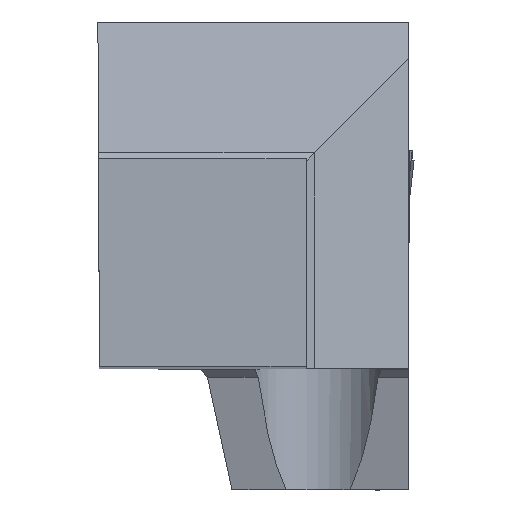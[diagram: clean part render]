
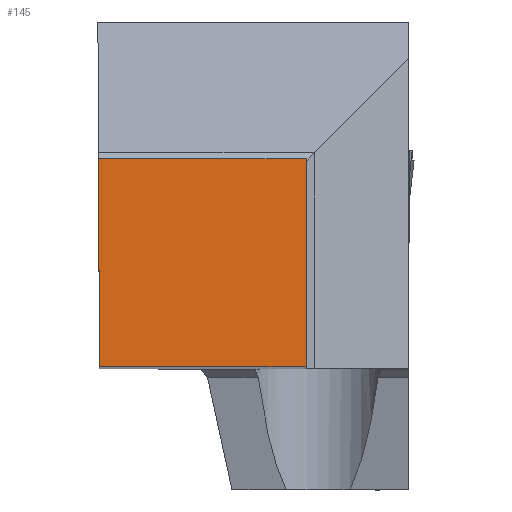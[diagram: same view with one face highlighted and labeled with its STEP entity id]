
A CAD part, top view. The second image highlights one B-rep face of the part: STEP entity #145.
In plain terms, the highlighted planar face has unit normal (0, 0, 1).
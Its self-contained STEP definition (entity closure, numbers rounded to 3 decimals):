
#145=ADVANCED_FACE('BLANK_BOXF006',(#248),#194,.F.);
#194=PLANE('',#1317);
#248=FACE_OUTER_BOUND('',#305,.T.);
#305=EDGE_LOOP('',(#574,#575,#576,#577));
#574=ORIENTED_EDGE('',*,*,#913,.T.);
#575=ORIENTED_EDGE('',*,*,#914,.T.);
#576=ORIENTED_EDGE('',*,*,#909,.T.);
#577=ORIENTED_EDGE('',*,*,#915,.T.);
#770=VERTEX_POINT('',#1982);
#771=VERTEX_POINT('',#1984);
#774=VERTEX_POINT('',#1992);
#775=VERTEX_POINT('',#1993);
#909=EDGE_CURVE('',#771,#770,#1038,.T.);
#913=EDGE_CURVE('',#774,#775,#1042,.T.);
#914=EDGE_CURVE('',#775,#771,#1043,.T.);
#915=EDGE_CURVE('',#770,#774,#1044,.T.);
#1038=LINE('',#1983,#1163);
#1042=LINE('',#1991,#1167);
#1043=LINE('',#1994,#1168);
#1044=LINE('',#1995,#1169);
#1163=VECTOR('',#1578,1.);
#1167=VECTOR('',#1584,1.);
#1168=VECTOR('',#1585,1.);
#1169=VECTOR('',#1586,1.);
#1317=AXIS2_PLACEMENT_3D('',#1996,#1587,#1588);
#1578=DIRECTION('',(0.004,-1.,0.));
#1584=DIRECTION('',(0.,1.,0.));
#1585=DIRECTION('',(-1.,0.,0.));
#1586=DIRECTION('',(1.,0.,0.));
#1587=DIRECTION('',(0.,0.,-1.));
#1588=DIRECTION('',(0.,-1.,0.));
#1982=CARTESIAN_POINT('',(0.055,0.,0.));
#1983=CARTESIAN_POINT('',(-0.442,113.799,0.));
#1984=CARTESIAN_POINT('',(0.,12.573,0.));
#1991=CARTESIAN_POINT('',(12.573,-113.8,0.));
#1992=CARTESIAN_POINT('',(12.573,0.,0.));
#1993=CARTESIAN_POINT('',(12.573,12.573,0.));
#1994=CARTESIAN_POINT('',(113.8,12.573,0.));
#1995=CARTESIAN_POINT('',(-113.8,0.,0.));
#1996=CARTESIAN_POINT('',(18.8,-7.29,0.));
